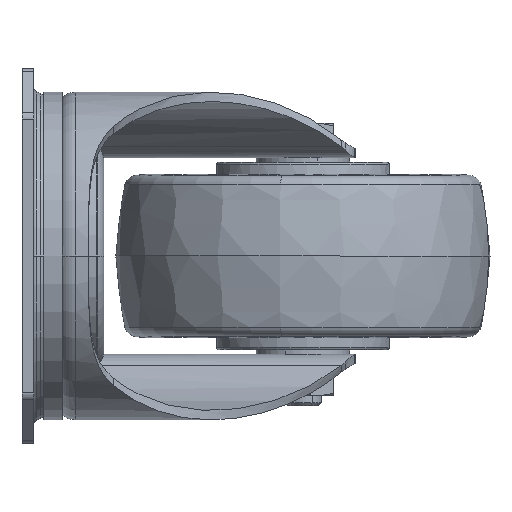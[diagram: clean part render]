
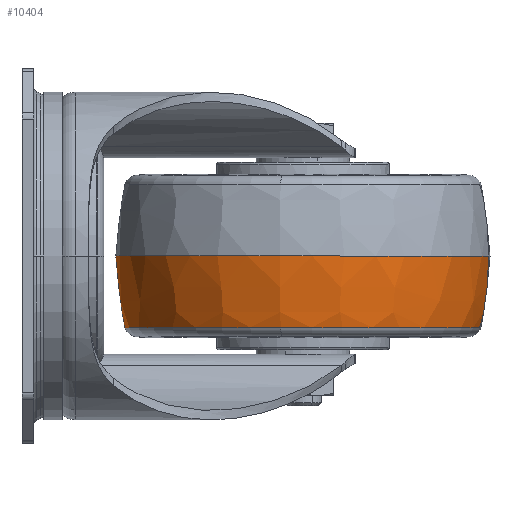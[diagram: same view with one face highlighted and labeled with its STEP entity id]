
A CAD part, left-side view. The second image highlights one B-rep face of the part: STEP entity #10404.
In plain terms, the highlighted free-form (B-spline) face has degree [3, 3] with [4, 4] control points.
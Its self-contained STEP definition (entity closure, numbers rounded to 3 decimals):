
#1635 = CARTESIAN_POINT ( 'NONE',  ( 33.25, -97.76, -15.292 ) ) ;
#1744 = CARTESIAN_POINT ( 'NONE',  ( 42.878, -21.225, -12.426 ) ) ;
#1922 = CARTESIAN_POINT ( 'NONE',  ( -46.058, -89.594, -6.975 ) ) ;
#2100 = CARTESIAN_POINT ( 'NONE',  ( -36.11, -10.51, -6.975 ) ) ;
#2241 = CARTESIAN_POINT ( 'NONE',  ( 42.75, -22.24, -15.292 ) ) ;
#2378 = EDGE_CURVE ( 'NONE', #23268, #11643, #15163, .T. ) ;
#2434 = CARTESIAN_POINT ( 'NONE',  ( -34.672, -11.47, -12.426 ) ) ;
#2626 = CARTESIAN_POINT ( 'NONE',  ( 42.75, -22.24, -15.292 ) ) ;
#3941 = CARTESIAN_POINT ( 'NONE',  ( 38., -60., -15.292 ) ) ;
#4395 = CARTESIAN_POINT ( 'NONE',  ( -44.427, -89.019, -12.426 ) ) ;
#4910 = ORIENTED_EDGE ( 'NONE', *, *, #9272, .F. ) ;
#4995 = AXIS2_PLACEMENT_3D ( 'NONE', #3941, #20176, #6742 ) ;
#5486 = AXIS2_PLACEMENT_3D ( 'NONE', #19194, #19008, #10648 ) ;
#5831 = CARTESIAN_POINT ( 'NONE',  ( 33.008, -99.687, 0. ) ) ;
#6617 = CIRCLE ( 'NONE', #5486, 38.057 ) ;
#6742 = DIRECTION ( 'NONE',  ( -0.992, 0.125, 0. ) ) ;
#7153 = CARTESIAN_POINT ( 'NONE',  ( 42.878, -21.225, -12.426 ) ) ;
#7843 = CARTESIAN_POINT ( 'NONE',  ( 42.992, -20.313, 0. ) ) ;
#8269 =( BOUNDED_CURVE ( )  B_SPLINE_CURVE ( 3, ( #1635, #23173, #31787, #31968 ),
 .UNSPECIFIED., .F., .F. ) 
 B_SPLINE_CURVE_WITH_KNOTS ( ( 4, 4 ),
 ( 0., 1. ),
 .UNSPECIFIED. ) 
 CURVE ( )  GEOMETRIC_REPRESENTATION_ITEM ( )  RATIONAL_B_SPLINE_CURVE ( ( 0.984, 0.808, 0.719, 0.72 ) ) 
 REPRESENTATION_ITEM ( '' )  );
#8321 = CARTESIAN_POINT ( 'NONE',  ( 0.24, -55.25, -15.292 ) ) ;
#8923 = EDGE_CURVE ( 'NONE', #19375, #20326, #6617, .T. ) ;
#9272 = EDGE_CURVE ( 'NONE', #18037, #19375, #32609, .T. ) ;
#9570 = CARTESIAN_POINT ( 'NONE',  ( 42.974, -20.458, -6.975 ) ) ;
#9611 = CARTESIAN_POINT ( 'NONE',  ( 33.026, -99.542, -6.975 ) ) ;
#9795 = CARTESIAN_POINT ( 'NONE',  ( 33.008, -99.687, 0. ) ) ;
#9984 = ORIENTED_EDGE ( 'NONE', *, *, #8923, .F. ) ;
#10404 = ADVANCED_FACE ( 'NONE', ( #11596 ), #26380, .T. ) ;
#10648 = DIRECTION ( 'NONE',  ( -0.992, 0.125, 0. ) ) ;
#11405 = ORIENTED_EDGE ( 'NONE', *, *, #17419, .T. ) ;
#11596 = FACE_OUTER_BOUND ( 'NONE', #18393, .T. ) ;
#11643 = VERTEX_POINT ( 'NONE', #7843 ) ;
#11872 =( BOUNDED_CURVE ( )  B_SPLINE_CURVE ( 3, ( #2241, #7153, #9570, #17767 ),
 .UNSPECIFIED., .F., .F. ) 
 B_SPLINE_CURVE_WITH_KNOTS ( ( 4, 4 ),
 ( 0., 1. ),
 .UNSPECIFIED. ) 
 CURVE ( )  GEOMETRIC_REPRESENTATION_ITEM ( )  RATIONAL_B_SPLINE_CURVE ( ( 0.984, 0.808, 0.719, 0.72 ) ) 
 REPRESENTATION_ITEM ( '' )  );
#11973 = CARTESIAN_POINT ( 'NONE',  ( 38., -60., 0. ) ) ;
#12470 = CARTESIAN_POINT ( 'NONE',  ( -46.367, -89.703, 0. ) ) ;
#12636 = CARTESIAN_POINT ( 'NONE',  ( -42.269, -88.26, -15.292 ) ) ;
#12820 = CARTESIAN_POINT ( 'NONE',  ( 42.75, -22.24, -15.292 ) ) ;
#13670 = ORIENTED_EDGE ( 'NONE', *, *, #16130, .F. ) ;
#15163 = CIRCLE ( 'NONE', #26453, 40. ) ;
#16130 = EDGE_CURVE ( 'NONE', #20326, #11643, #11872, .T. ) ;
#17419 = EDGE_CURVE ( 'NONE', #18037, #23268, #8269, .T. ) ;
#17767 = CARTESIAN_POINT ( 'NONE',  ( 42.992, -20.313, 0. ) ) ;
#17808 = CARTESIAN_POINT ( 'NONE',  ( -32.769, -12.741, -15.292 ) ) ;
#18037 = VERTEX_POINT ( 'NONE', #23349 ) ;
#18393 = EDGE_LOOP ( 'NONE', ( #4910, #11405, #25619, #13670, #9984 ) ) ;
#19008 = DIRECTION ( 'NONE',  ( 0., 0., -1. ) ) ;
#19194 = CARTESIAN_POINT ( 'NONE',  ( 38., -60., -15.292 ) ) ;
#19375 = VERTEX_POINT ( 'NONE', #8321 ) ;
#20176 = DIRECTION ( 'NONE',  ( 0., 0., -1. ) ) ;
#20326 = VERTEX_POINT ( 'NONE', #2626 ) ;
#20456 = CARTESIAN_POINT ( 'NONE',  ( -36.382, -10.328, 0. ) ) ;
#20645 = CARTESIAN_POINT ( 'NONE',  ( 33.122, -98.775, -12.426 ) ) ;
#22640 = DIRECTION ( 'NONE',  ( -0.992, 0.125, 0. ) ) ;
#23173 = CARTESIAN_POINT ( 'NONE',  ( 33.122, -98.775, -12.426 ) ) ;
#23268 = VERTEX_POINT ( 'NONE', #5831 ) ;
#23349 = CARTESIAN_POINT ( 'NONE',  ( 33.25, -97.76, -15.292 ) ) ;
#25619 = ORIENTED_EDGE ( 'NONE', *, *, #2378, .T. ) ;
#26289 = CARTESIAN_POINT ( 'NONE',  ( 42.974, -20.458, -6.975 ) ) ;
#26380 =( BOUNDED_SURFACE ( )  B_SPLINE_SURFACE ( 3, 3, ( 
 ( #31913, #12636, #17808, #12820 ),
 ( #20645, #4395, #2434, #1744 ),
 ( #9611, #1922, #2100, #26289 ),
 ( #9795, #12470, #20456, #34217 ) ),
 .UNSPECIFIED., .F., .F., .F. ) 
 B_SPLINE_SURFACE_WITH_KNOTS ( ( 4, 4 ),
 ( 4, 4 ),
 ( 0., 1. ),
 ( 0., 1. ),
 .UNSPECIFIED. ) 
 GEOMETRIC_REPRESENTATION_ITEM ( )  RATIONAL_B_SPLINE_SURFACE ( (
 ( 0.984, 0.328, 0.328, 0.984),
 ( 0.808, 0.269, 0.269, 0.808),
 ( 0.719, 0.24, 0.24, 0.719),
 ( 0.72, 0.24, 0.24, 0.72) ) ) 
 REPRESENTATION_ITEM ( '' )  SURFACE ( )  );
#26453 = AXIS2_PLACEMENT_3D ( 'NONE', #11973, #27765, #22640 ) ;
#27765 = DIRECTION ( 'NONE',  ( 0., 0., -1. ) ) ;
#31787 = CARTESIAN_POINT ( 'NONE',  ( 33.026, -99.542, -6.975 ) ) ;
#31913 = CARTESIAN_POINT ( 'NONE',  ( 33.25, -97.76, -15.292 ) ) ;
#31968 = CARTESIAN_POINT ( 'NONE',  ( 33.008, -99.687, 0. ) ) ;
#32609 = CIRCLE ( 'NONE', #4995, 38.057 ) ;
#34217 = CARTESIAN_POINT ( 'NONE',  ( 42.992, -20.313, 0. ) ) ;
